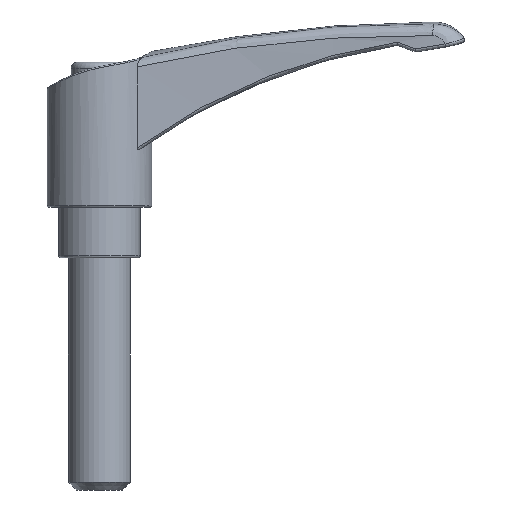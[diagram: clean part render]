
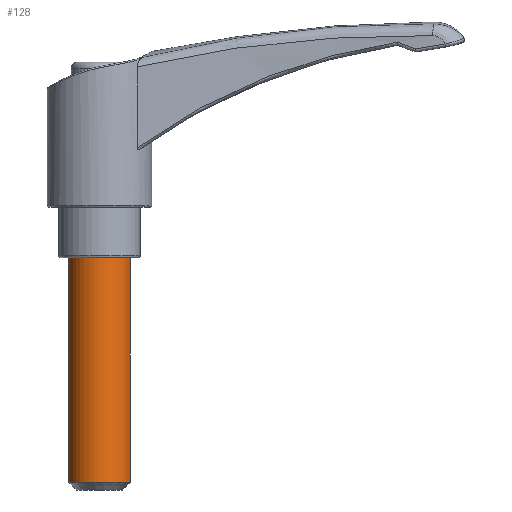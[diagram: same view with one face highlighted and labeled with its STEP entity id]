
A CAD part, front view. The second image highlights one B-rep face of the part: STEP entity #128.
In plain terms, the highlighted cylindrical face has radius 8 mm (diameter 16 mm), a full revolution.
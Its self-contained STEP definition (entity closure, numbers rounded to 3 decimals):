
#128 = ADVANCED_FACE( '', ( #292, #293 ), #294, .T. );
#292 = FACE_OUTER_BOUND( '', #1913, .T. );
#293 = FACE_OUTER_BOUND( '', #1914, .T. );
#294 = CYLINDRICAL_SURFACE( '', #1915, 8. );
#1913 = EDGE_LOOP( '', ( #4293 ) );
#1914 = EDGE_LOOP( '', ( #4294 ) );
#1915 = AXIS2_PLACEMENT_3D( '', #4295, #4296, #4297 );
#4293 = ORIENTED_EDGE( '', *, *, #4652, .T. );
#4294 = ORIENTED_EDGE( '', *, *, #4645, .T. );
#4295 = CARTESIAN_POINT( '', ( 0., 0., -73. ) );
#4296 = DIRECTION( '', ( 0., 0., -1. ) );
#4297 = DIRECTION( '', ( 1., 0., 0. ) );
#4645 = EDGE_CURVE( '', #4899, #4899, #4900, .T. );
#4652 = EDGE_CURVE( '', #4909, #4909, #4910, .F. );
#4899 = VERTEX_POINT( '', #6773 );
#4900 = CIRCLE( '', #6774, 8. );
#4909 = VERTEX_POINT( '', #6833 );
#4910 = CIRCLE( '', #6834, 8. );
#6773 = CARTESIAN_POINT( '', ( 0., 8., -13. ) );
#6774 = AXIS2_PLACEMENT_3D( '', #7765, #7766, #7767 );
#6833 = CARTESIAN_POINT( '', ( -8., 0., -71. ) );
#6834 = AXIS2_PLACEMENT_3D( '', #7768, #7769, #7770 );
#7765 = CARTESIAN_POINT( '', ( 0., 0., -13. ) );
#7766 = DIRECTION( '', ( 0., 0., -1. ) );
#7767 = DIRECTION( '', ( 0., 1., 0. ) );
#7768 = CARTESIAN_POINT( '', ( 0., 0., -71. ) );
#7769 = DIRECTION( '', ( 0., 0., -1. ) );
#7770 = DIRECTION( '', ( -1., 0., 0. ) );
